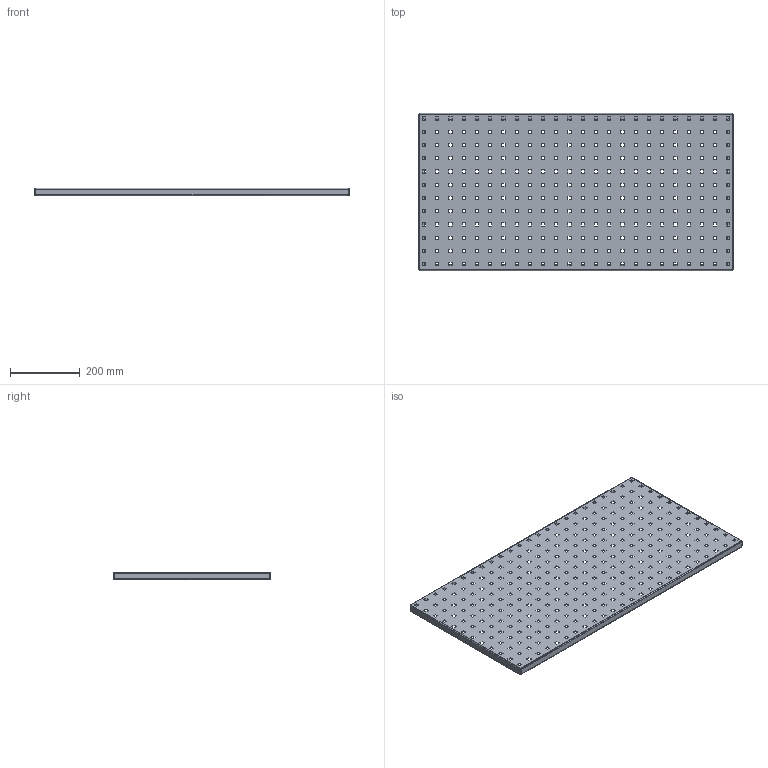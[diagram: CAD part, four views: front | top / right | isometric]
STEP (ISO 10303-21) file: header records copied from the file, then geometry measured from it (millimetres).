
FILE_DESCRIPTION((''),'2;1');
FILE_NAME('86501.stp','2020-12-21T09:04:04',('arma03'),(''),'Autodesk Inventor 2013','Autodesk Inventor 2013','');
FILE_SCHEMA(('AUTOMOTIVE_DESIGN { 1 0 10303 214 1 1 1 1 }'));
Length unit declared in the file: millimetre
Products named in the file (1): 86501
Bounding box: 900 x 450 x 22 mm (x, y, z)
Volume: 705555.9 mm3; surface area: 961173.5 mm2
Topology: 1 solids, 1 shells, 1230 faces, 3620 edges, 2392 vertices
Faces by surface type: plane 1206, cylinder 16, bspline 8
Entity records: 41377 total; most frequent: CARTESIAN_POINT 7478, ORIENTED_EDGE 7240, DIRECTION 6082, EDGE_CURVE 3620, VECTOR 3588, LINE 3588, VERTEX_POINT 2392, EDGE_LOOP 1806
